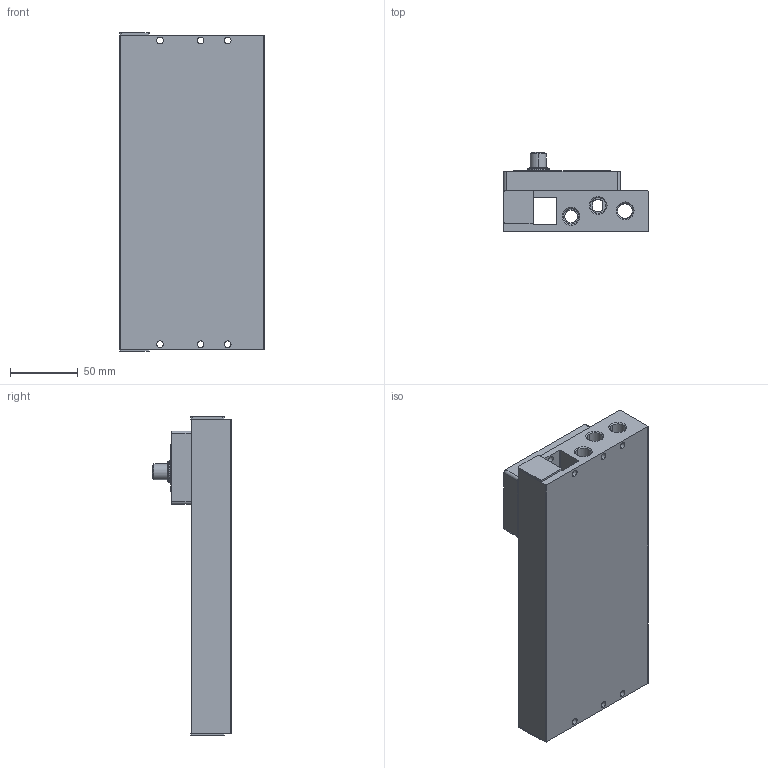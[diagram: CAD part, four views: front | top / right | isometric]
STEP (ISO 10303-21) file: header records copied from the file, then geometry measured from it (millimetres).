
FILE_DESCRIPTION (( 'STEP AP203' ), '1' );
FILE_NAME ('ES2VM-10F-06LK16.STEP', '2022-08-02T06:35:27', ( '' ), ( '' ), 'SwSTEP 2.0', 'SolidWorks 2022', '' );
FILE_SCHEMA (( 'CONFIG_CONTROL_DESIGN' ));
Length unit declared in the file: millimetre
Products named in the file (1): ES2VM-10F-06LK16
Bounding box: 106.7 x 58.4 x 235 mm (x, y, z)
Volume: 661022.2 mm3; surface area: 121303.5 mm2
Topology: 1 solids, 1 shells, 377 faces, 874 edges, 560 vertices
Faces by surface type: cylinder 164, plane 101, cone 100, bspline 12
Entity records: 11139 total; most frequent: DIRECTION 2092, CARTESIAN_POINT 2028, ORIENTED_EDGE 1748, EDGE_CURVE 874, AXIS2_PLACEMENT_3D 864, VERTEX_POINT 560, CIRCLE 498, EDGE_LOOP 462
